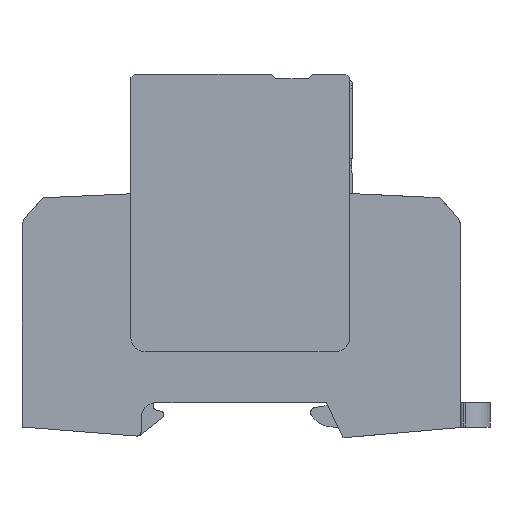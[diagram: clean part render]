
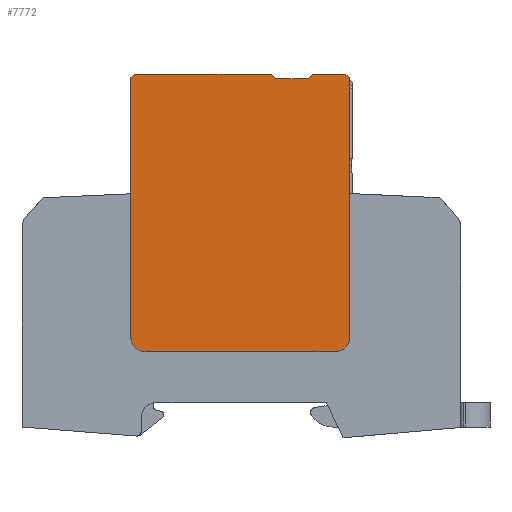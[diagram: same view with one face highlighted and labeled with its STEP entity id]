
A CAD part, left-side view. The second image highlights one B-rep face of the part: STEP entity #7772.
In plain terms, the highlighted planar face has unit normal (-1, 0, 0).
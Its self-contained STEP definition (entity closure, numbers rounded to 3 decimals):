
#7675=AXIS2_PLACEMENT_3D('Plane Axis2P3D',#7672,#7673,#7674) ;
#7488=CARTESIAN_POINT('Vertex',(0.,44.06,73.853)) ;
#7502=CARTESIAN_POINT('Vertex',(0.,44.96,74.753)) ;
#7505=CARTESIAN_POINT('Line Origine',(0.,44.51,74.303)) ;
#7645=CARTESIAN_POINT('Line Origine',(0.,73.485,74.378)) ;
#7649=CARTESIAN_POINT('Vertex',(0.,73.86,74.003)) ;
#7651=CARTESIAN_POINT('Vertex',(0.,73.11,74.753)) ;
#7672=CARTESIAN_POINT('Axis2P3D Location',(0.,72.86,17.703)) ;
#7678=CARTESIAN_POINT('Control Point',(0.,73.86,74.003)) ;
#7679=CARTESIAN_POINT('Control Point',(0.,73.86,63.343)) ;
#7680=CARTESIAN_POINT('Control Point',(0.,73.86,52.683)) ;
#7681=CARTESIAN_POINT('Control Point',(0.,73.86,42.023)) ;
#7682=CARTESIAN_POINT('Control Point',(0.,73.86,31.363)) ;
#7683=CARTESIAN_POINT('Control Point',(0.,73.86,20.703)) ;
#7684=CARTESIAN_POINT('Vertex',(0.,73.86,20.703)) ;
#7688=CARTESIAN_POINT('Control Point',(0.,73.86,20.703)) ;
#7689=CARTESIAN_POINT('Control Point',(0.,73.86,19.76)) ;
#7690=CARTESIAN_POINT('Control Point',(0.,73.491,18.817)) ;
#7691=CARTESIAN_POINT('Control Point',(0.,72.746,18.072)) ;
#7692=CARTESIAN_POINT('Control Point',(0.,71.803,17.703)) ;
#7693=CARTESIAN_POINT('Control Point',(0.,70.86,17.703)) ;
#7694=CARTESIAN_POINT('Vertex',(0.,70.86,17.703)) ;
#7698=CARTESIAN_POINT('Control Point',(0.,70.86,17.703)) ;
#7699=CARTESIAN_POINT('Control Point',(0.,63.06,17.703)) ;
#7700=CARTESIAN_POINT('Control Point',(0.,55.26,17.703)) ;
#7701=CARTESIAN_POINT('Control Point',(0.,47.46,17.703)) ;
#7702=CARTESIAN_POINT('Control Point',(0.,39.66,17.703)) ;
#7703=CARTESIAN_POINT('Control Point',(0.,31.86,17.703)) ;
#7704=CARTESIAN_POINT('Vertex',(0.,31.86,17.703)) ;
#7708=CARTESIAN_POINT('Control Point',(0.,31.86,17.703)) ;
#7709=CARTESIAN_POINT('Control Point',(0.,30.918,17.703)) ;
#7710=CARTESIAN_POINT('Control Point',(0.,29.975,18.072)) ;
#7711=CARTESIAN_POINT('Control Point',(0.,29.229,18.817)) ;
#7712=CARTESIAN_POINT('Control Point',(0.,28.86,19.76)) ;
#7713=CARTESIAN_POINT('Control Point',(0.,28.86,20.703)) ;
#7714=CARTESIAN_POINT('Vertex',(0.,28.86,20.703)) ;
#7718=CARTESIAN_POINT('Control Point',(0.,28.86,20.703)) ;
#7719=CARTESIAN_POINT('Control Point',(0.,28.86,31.363)) ;
#7720=CARTESIAN_POINT('Control Point',(0.,28.86,42.023)) ;
#7721=CARTESIAN_POINT('Control Point',(0.,28.86,52.683)) ;
#7722=CARTESIAN_POINT('Control Point',(0.,28.86,63.343)) ;
#7723=CARTESIAN_POINT('Control Point',(0.,28.86,74.003)) ;
#7724=CARTESIAN_POINT('Vertex',(0.,28.86,74.003)) ;
#7727=CARTESIAN_POINT('Line Origine',(0.,29.235,74.378)) ;
#7731=CARTESIAN_POINT('Vertex',(0.,29.61,74.753)) ;
#7734=CARTESIAN_POINT('Line Origine',(0.,33.035,74.753)) ;
#7738=CARTESIAN_POINT('Vertex',(0.,36.46,74.753)) ;
#7741=CARTESIAN_POINT('Line Origine',(0.,36.91,74.303)) ;
#7745=CARTESIAN_POINT('Vertex',(0.,37.36,73.853)) ;
#7748=CARTESIAN_POINT('Line Origine',(0.,40.71,73.853)) ;
#7753=CARTESIAN_POINT('Line Origine',(0.,59.035,74.753)) ;
#7506=DIRECTION('Vector Direction',(0.,0.707,0.707)) ;
#7646=DIRECTION('Vector Direction',(0.,-0.707,0.707)) ;
#7673=DIRECTION('Axis2P3D Direction',(-1.,0.,0.)) ;
#7674=DIRECTION('Axis2P3D XDirection',(0.,1.,0.)) ;
#7728=DIRECTION('Vector Direction',(0.,-0.707,-0.707)) ;
#7735=DIRECTION('Vector Direction',(0.,1.,0.)) ;
#7742=DIRECTION('Vector Direction',(0.,0.707,-0.707)) ;
#7749=DIRECTION('Vector Direction',(0.,1.,0.)) ;
#7754=DIRECTION('Vector Direction',(0.,1.,0.)) ;
#7507=VECTOR('Line Direction',#7506,1.) ;
#7647=VECTOR('Line Direction',#7646,1.) ;
#7729=VECTOR('Line Direction',#7728,1.) ;
#7736=VECTOR('Line Direction',#7735,1.) ;
#7743=VECTOR('Line Direction',#7742,1.) ;
#7750=VECTOR('Line Direction',#7749,1.) ;
#7755=VECTOR('Line Direction',#7754,1.) ;
#7759=ORIENTED_EDGE('',*,*,#7686,.T.) ;
#7760=ORIENTED_EDGE('',*,*,#7696,.T.) ;
#7761=ORIENTED_EDGE('',*,*,#7706,.T.) ;
#7762=ORIENTED_EDGE('',*,*,#7716,.T.) ;
#7763=ORIENTED_EDGE('',*,*,#7726,.T.) ;
#7764=ORIENTED_EDGE('',*,*,#7733,.F.) ;
#7765=ORIENTED_EDGE('',*,*,#7740,.T.) ;
#7766=ORIENTED_EDGE('',*,*,#7747,.T.) ;
#7767=ORIENTED_EDGE('',*,*,#7752,.T.) ;
#7768=ORIENTED_EDGE('',*,*,#7509,.T.) ;
#7769=ORIENTED_EDGE('',*,*,#7757,.T.) ;
#7770=ORIENTED_EDGE('',*,*,#7653,.F.) ;
#7772=ADVANCED_FACE('ABLEITER_1',(#7771),#7676,.T.) ;
#7677=B_SPLINE_CURVE_WITH_KNOTS('',5,(#7678,#7679,#7680,#7681,#7682,#7683),.UNSPECIFIED.,.F.,.U.,(6,6),(0.65,53.95),.UNSPECIFIED.) ;
#7687=B_SPLINE_CURVE_WITH_KNOTS('',5,(#7688,#7689,#7690,#7691,#7692,#7693),.UNSPECIFIED.,.F.,.U.,(6,6),(0.,4.965),.UNSPECIFIED.) ;
#7697=B_SPLINE_CURVE_WITH_KNOTS('',5,(#7698,#7699,#7700,#7701,#7702,#7703),.UNSPECIFIED.,.F.,.U.,(6,6),(0.,39.),.UNSPECIFIED.) ;
#7707=B_SPLINE_CURVE_WITH_KNOTS('',5,(#7708,#7709,#7710,#7711,#7712,#7713),.UNSPECIFIED.,.F.,.U.,(6,6),(0.,4.965),.UNSPECIFIED.) ;
#7717=B_SPLINE_CURVE_WITH_KNOTS('',5,(#7718,#7719,#7720,#7721,#7722,#7723),.UNSPECIFIED.,.F.,.U.,(6,6),(0.,53.3),.UNSPECIFIED.) ;
#7509=EDGE_CURVE('',#7489,#7503,#7508,.T.) ;
#7653=EDGE_CURVE('',#7650,#7652,#7648,.T.) ;
#7686=EDGE_CURVE('',#7650,#7685,#7677,.T.) ;
#7696=EDGE_CURVE('',#7685,#7695,#7687,.T.) ;
#7706=EDGE_CURVE('',#7695,#7705,#7697,.T.) ;
#7716=EDGE_CURVE('',#7705,#7715,#7707,.T.) ;
#7726=EDGE_CURVE('',#7715,#7725,#7717,.T.) ;
#7733=EDGE_CURVE('',#7732,#7725,#7730,.T.) ;
#7740=EDGE_CURVE('',#7732,#7739,#7737,.T.) ;
#7747=EDGE_CURVE('',#7739,#7746,#7744,.T.) ;
#7752=EDGE_CURVE('',#7746,#7489,#7751,.T.) ;
#7757=EDGE_CURVE('',#7503,#7652,#7756,.T.) ;
#7758=EDGE_LOOP('',(#7759,#7760,#7761,#7762,#7763,#7764,#7765,#7766,#7767,#7768,#7769,#7770)) ;
#7771=FACE_OUTER_BOUND('',#7758,.T.) ;
#7508=LINE('Line',#7505,#7507) ;
#7648=LINE('Line',#7645,#7647) ;
#7730=LINE('Line',#7727,#7729) ;
#7737=LINE('Line',#7734,#7736) ;
#7744=LINE('Line',#7741,#7743) ;
#7751=LINE('Line',#7748,#7750) ;
#7756=LINE('Line',#7753,#7755) ;
#7676=PLANE('',#7675) ;
#7489=VERTEX_POINT('',#7488) ;
#7503=VERTEX_POINT('',#7502) ;
#7650=VERTEX_POINT('',#7649) ;
#7652=VERTEX_POINT('',#7651) ;
#7685=VERTEX_POINT('',#7684) ;
#7695=VERTEX_POINT('',#7694) ;
#7705=VERTEX_POINT('',#7704) ;
#7715=VERTEX_POINT('',#7714) ;
#7725=VERTEX_POINT('',#7724) ;
#7732=VERTEX_POINT('',#7731) ;
#7739=VERTEX_POINT('',#7738) ;
#7746=VERTEX_POINT('',#7745) ;
